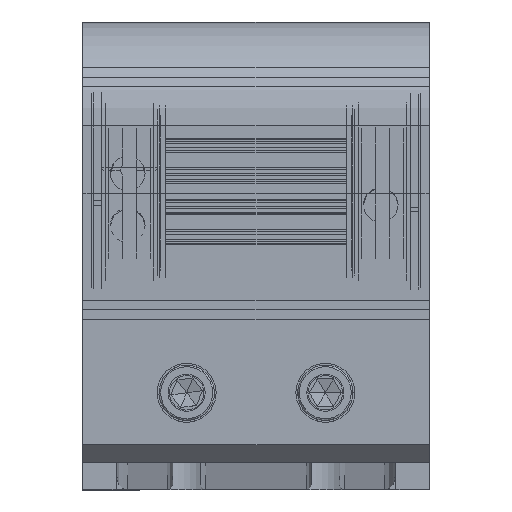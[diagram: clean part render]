
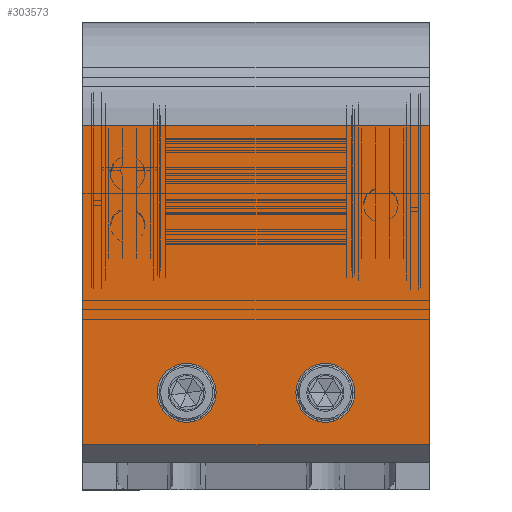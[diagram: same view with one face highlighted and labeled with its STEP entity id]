
A CAD part, top view. The second image highlights one B-rep face of the part: STEP entity #303573.
In plain terms, the highlighted planar face has unit normal (0, 0, 1).
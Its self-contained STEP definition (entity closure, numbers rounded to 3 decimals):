
#59 = EDGE_CURVE ( 'NONE', #58923, #145216, #135901, .T. ) ;
#2268 = CIRCLE ( 'NONE', #286156, 8.5 ) ;
#2986 = AXIS2_PLACEMENT_3D ( 'NONE', #142873, #380618, #140989 ) ;
#11364 = ORIENTED_EDGE ( 'NONE', *, *, #14679, .F. ) ;
#14679 = EDGE_CURVE ( 'NONE', #145216, #75081, #26058, .T. ) ;
#17046 = VERTEX_POINT ( 'NONE', #380754 ) ;
#26058 = LINE ( 'NONE', #29856, #256385 ) ;
#29193 = VERTEX_POINT ( 'NONE', #225146 ) ;
#29856 = CARTESIAN_POINT ( 'NONE',  ( 201.658, 203.108, 657.202 ) ) ;
#30672 = VECTOR ( 'NONE', #320187, 1000. ) ;
#55090 = DIRECTION ( 'NONE',  ( -1., 0., 0. ) ) ;
#55097 = FACE_BOUND ( 'NONE', #226186, .T. ) ;
#58923 = VERTEX_POINT ( 'NONE', #239217 ) ;
#60203 = VERTEX_POINT ( 'NONE', #187749 ) ;
#62867 = EDGE_CURVE ( 'NONE', #172190, #60203, #365244, .T. ) ;
#63044 = VECTOR ( 'NONE', #382139, 1000. ) ;
#63811 = EDGE_CURVE ( 'NONE', #58923, #321855, #326166, .T. ) ;
#75081 = VERTEX_POINT ( 'NONE', #290877 ) ;
#75412 = AXIS2_PLACEMENT_3D ( 'NONE', #132986, #250999, #368769 ) ;
#82046 = EDGE_CURVE ( 'NONE', #17046, #29193, #199554, .T. ) ;
#100607 = DIRECTION ( 'NONE',  ( 1., 0., 0. ) ) ;
#102960 = AXIS2_PLACEMENT_3D ( 'NONE', #170894, #201735, #203657 ) ;
#103893 = CARTESIAN_POINT ( 'NONE',  ( 163.158, 218.108, 657.202 ) ) ;
#113594 = CARTESIAN_POINT ( 'NONE',  ( 201.658, 295.108, 657.202 ) ) ;
#131947 = EDGE_CURVE ( 'NONE', #60203, #172190, #2268, .T. ) ;
#132986 = CARTESIAN_POINT ( 'NONE',  ( 171.658, 218.108, 657.202 ) ) ;
#133244 = CARTESIAN_POINT ( 'NONE',  ( 101.658, 295.108, 657.202 ) ) ;
#135829 = ORIENTED_EDGE ( 'NONE', *, *, #131947, .F. ) ;
#135901 = LINE ( 'NONE', #288611, #334236 ) ;
#140989 = DIRECTION ( 'NONE',  ( 1., 0., 0. ) ) ;
#142873 = CARTESIAN_POINT ( 'NONE',  ( 131.658, 218.108, 657.202 ) ) ;
#145216 = VERTEX_POINT ( 'NONE', #255537 ) ;
#145697 = ORIENTED_EDGE ( 'NONE', *, *, #172780, .F. ) ;
#146535 = EDGE_LOOP ( 'NONE', ( #135829, #203960 ) ) ;
#162365 = CARTESIAN_POINT ( 'NONE',  ( 131.658, 218.108, 657.202 ) ) ;
#167041 = ORIENTED_EDGE ( 'NONE', *, *, #63811, .T. ) ;
#170894 = CARTESIAN_POINT ( 'NONE',  ( 201.658, 203.108, 657.202 ) ) ;
#172190 = VERTEX_POINT ( 'NONE', #103893 ) ;
#172780 = EDGE_CURVE ( 'NONE', #29193, #17046, #280785, .T. ) ;
#186305 = DIRECTION ( 'NONE',  ( 1., 0., 0. ) ) ;
#187749 = CARTESIAN_POINT ( 'NONE',  ( 180.158, 218.108, 657.202 ) ) ;
#190090 = CARTESIAN_POINT ( 'NONE',  ( 171.658, 218.108, 657.202 ) ) ;
#199554 = CIRCLE ( 'NONE', #372385, 8.5 ) ;
#199802 = FACE_OUTER_BOUND ( 'NONE', #244617, .T. ) ;
#200168 = LINE ( 'NONE', #291194, #30672 ) ;
#201735 = DIRECTION ( 'NONE',  ( 0., 0., -1. ) ) ;
#203657 = DIRECTION ( 'NONE',  ( 0., 1., 0. ) ) ;
#203960 = ORIENTED_EDGE ( 'NONE', *, *, #62867, .F. ) ;
#225146 = CARTESIAN_POINT ( 'NONE',  ( 123.158, 218.108, 657.202 ) ) ;
#226186 = EDGE_LOOP ( 'NONE', ( #287994, #145697 ) ) ;
#239217 = CARTESIAN_POINT ( 'NONE',  ( 201.658, 295.108, 657.202 ) ) ;
#244617 = EDGE_LOOP ( 'NONE', ( #362323, #11364, #357172, #167041 ) ) ;
#245665 = DIRECTION ( 'NONE',  ( 0., 0., 1. ) ) ;
#250999 = DIRECTION ( 'NONE',  ( 0., 0., 1. ) ) ;
#255537 = CARTESIAN_POINT ( 'NONE',  ( 201.658, 203.108, 657.202 ) ) ;
#256385 = VECTOR ( 'NONE', #55090, 1000. ) ;
#259911 = PLANE ( 'NONE',  #102960 ) ;
#280785 = CIRCLE ( 'NONE', #2986, 8.5 ) ;
#286156 = AXIS2_PLACEMENT_3D ( 'NONE', #190090, #308091, #186305 ) ;
#287994 = ORIENTED_EDGE ( 'NONE', *, *, #82046, .F. ) ;
#288611 = CARTESIAN_POINT ( 'NONE',  ( 201.658, 203.108, 657.202 ) ) ;
#290877 = CARTESIAN_POINT ( 'NONE',  ( 101.658, 203.108, 657.202 ) ) ;
#291194 = CARTESIAN_POINT ( 'NONE',  ( 101.658, 203.108, 657.202 ) ) ;
#303573 = ADVANCED_FACE ( 'NONE', ( #55097, #316001, #199802 ), #259911, .F. ) ;
#308091 = DIRECTION ( 'NONE',  ( 0., 0., 1. ) ) ;
#316001 = FACE_BOUND ( 'NONE', #146535, .T. ) ;
#320187 = DIRECTION ( 'NONE',  ( 0., -1., 0. ) ) ;
#321855 = VERTEX_POINT ( 'NONE', #133244 ) ;
#326166 = LINE ( 'NONE', #113594, #63044 ) ;
#334236 = VECTOR ( 'NONE', #346468, 1000. ) ;
#346468 = DIRECTION ( 'NONE',  ( 0., -1., 0. ) ) ;
#357172 = ORIENTED_EDGE ( 'NONE', *, *, #59, .F. ) ;
#362323 = ORIENTED_EDGE ( 'NONE', *, *, #379859, .T. ) ;
#365244 = CIRCLE ( 'NONE', #75412, 8.5 ) ;
#368769 = DIRECTION ( 'NONE',  ( 1., 0., 0. ) ) ;
#372385 = AXIS2_PLACEMENT_3D ( 'NONE', #162365, #245665, #100607 ) ;
#379859 = EDGE_CURVE ( 'NONE', #321855, #75081, #200168, .T. ) ;
#380618 = DIRECTION ( 'NONE',  ( 0., 0., 1. ) ) ;
#380754 = CARTESIAN_POINT ( 'NONE',  ( 140.158, 218.108, 657.202 ) ) ;
#382139 = DIRECTION ( 'NONE',  ( -1., 0., 0. ) ) ;
